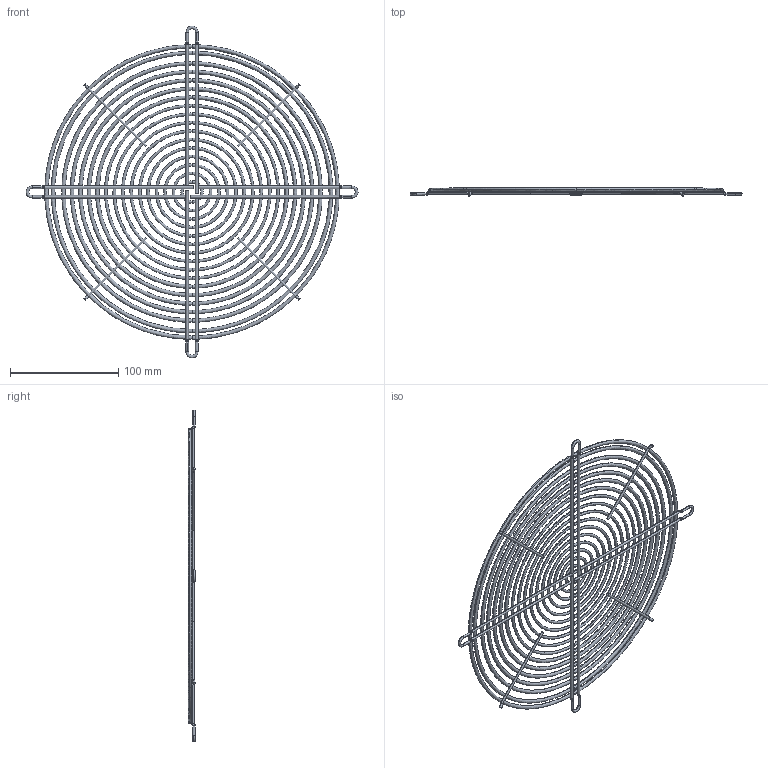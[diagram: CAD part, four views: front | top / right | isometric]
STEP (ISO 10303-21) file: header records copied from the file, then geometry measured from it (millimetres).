
FILE_DESCRIPTION (( 'STEP AP203' ), '1' );
FILE_NAME ('G280.stp', '2021-03-16T17:07:49', ( '' ), ( '' ), 'SwSTEP 2.0', 'SolidWorks 2018', '' );
FILE_SCHEMA (( 'CONFIG_CONTROL_DESIGN' ));
Length unit declared in the file: millimetre
Products named in the file (1): G280
Bounding box: 306.18 x 7.21 x 306.18 mm (x, y, z)
Volume: 58378.8 mm3; surface area: 81526.7 mm2
Topology: 25 solids, 25 shells, 196 faces, 424 edges, 244 vertices
Faces by surface type: bspline 196
Entity records: 8717 total; most frequent: CARTESIAN_POINT 6369, ORIENTED_EDGE 848, EDGE_CURVE 424, VERTEX_POINT 244, ADVANCED_FACE 196, EDGE_LOOP 196, FACE_OUTER_BOUND 196, B_SPLINE_CURVE_WITH_KNOTS 96
